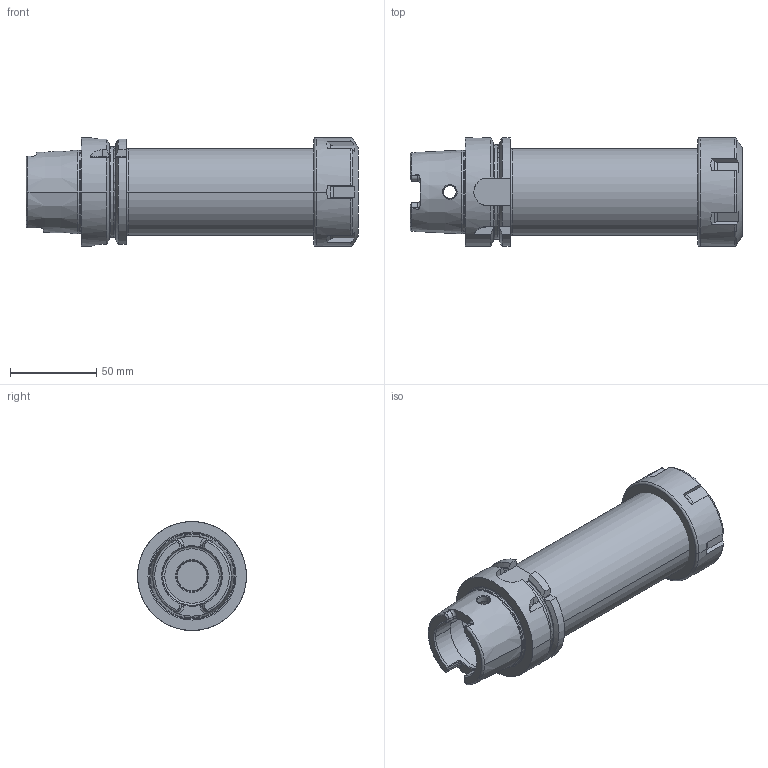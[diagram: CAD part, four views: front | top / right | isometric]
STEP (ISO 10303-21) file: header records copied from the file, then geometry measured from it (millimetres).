
FILE_DESCRIPTION((''),'2;1');
FILE_NAME('A63-022-40_ASM','2011-09-13T',('mei'),(''),'PRO/ENGINEER BY PARAMETRIC TECHNOLOGY CORPORATION, 2010430','PRO/ENGINEER BY PARAMETRIC TECHNOLOGY CORPORATION, 2010430','');
FILE_SCHEMA(('CONFIG_CONTROL_DESIGN'));
Length unit declared in the file: millimetre
Products named in the file (3): A63-022-40; 83-912-40; A63-022-40_ASM
Assembly tree (2 placements, depth 2):
  A63-022-40_ASM
    A63-022-40
    83-912-40
Bounding box: 192 x 63 x 63 mm (x, y, z)
Volume: 355001.1 mm3; surface area: 55783.9 mm2
Topology: 2 solids, 3 shells, 217 faces, 564 edges, 353 vertices
Faces by surface type: plane 85, cylinder 56, torus 34, cone 32, bspline 8, extrusion 2
Entity records: 7990 total; most frequent: CARTESIAN_POINT 2791, ORIENTED_EDGE 1124, DIRECTION 1008, EDGE_CURVE 564, AXIS2_PLACEMENT_3D 390, VERTEX_POINT 353, VECTOR 228, LINE 226
